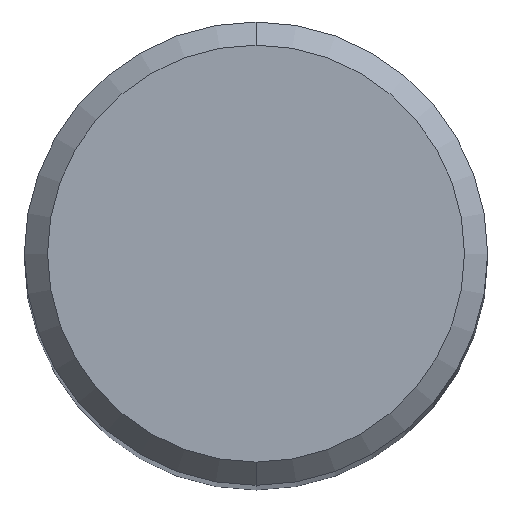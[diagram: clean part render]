
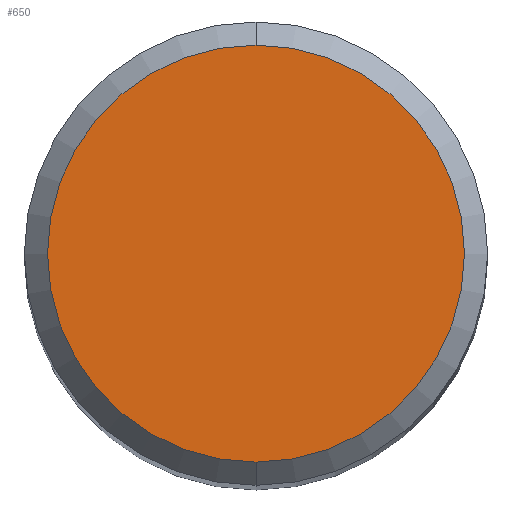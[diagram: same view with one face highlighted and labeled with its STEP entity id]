
A CAD part, top view. The second image highlights one B-rep face of the part: STEP entity #650.
In plain terms, the highlighted planar face has unit normal (0, 0, 1).
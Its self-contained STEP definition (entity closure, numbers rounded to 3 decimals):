
#398=EDGE_CURVE('',#814,#480,#970,.T.);
#480=VERTEX_POINT('',#1060);
#650=ADVANCED_FACE('',(#1246),#1247,.T.);
#786=EDGE_CURVE('',#480,#814,#1395,.T.);
#814=VERTEX_POINT('',#1425);
#970=CIRCLE('',#2407,4.5);
#1060=CARTESIAN_POINT('',(0.0,4.5,0.0));
#1246=FACE_OUTER_BOUND('',#3159,.T.);
#1247=PLANE('',#3160);
#1395=CIRCLE('',#4897,4.5);
#1425=CARTESIAN_POINT('',(0.,-4.5,0.0));
#2407=AXIS2_PLACEMENT_3D('',#5959,#5960,#5961);
#3159=EDGE_LOOP('',(#6268,#6269));
#3160=AXIS2_PLACEMENT_3D('',#6270,#6271,#6272);
#4897=AXIS2_PLACEMENT_3D('',#6412,#6413,#6414);
#5959=CARTESIAN_POINT('',(0.0,0.0,0.0));
#5960=DIRECTION('',(0.0,0.0,-1.0));
#5961=DIRECTION('',(0.0,1.0,0.0));
#6268=ORIENTED_EDGE('',*,*,#786,.F.);
#6269=ORIENTED_EDGE('',*,*,#398,.F.);
#6270=CARTESIAN_POINT('',(0.0,2.25,0.0));
#6271=DIRECTION('',(-0.0,0.0,1.0));
#6272=DIRECTION('',(0.0,-1.0,0.0));
#6412=CARTESIAN_POINT('',(0.0,0.0,0.0));
#6413=DIRECTION('',(0.0,0.0,-1.0));
#6414=DIRECTION('',(0.0,1.0,0.0));
